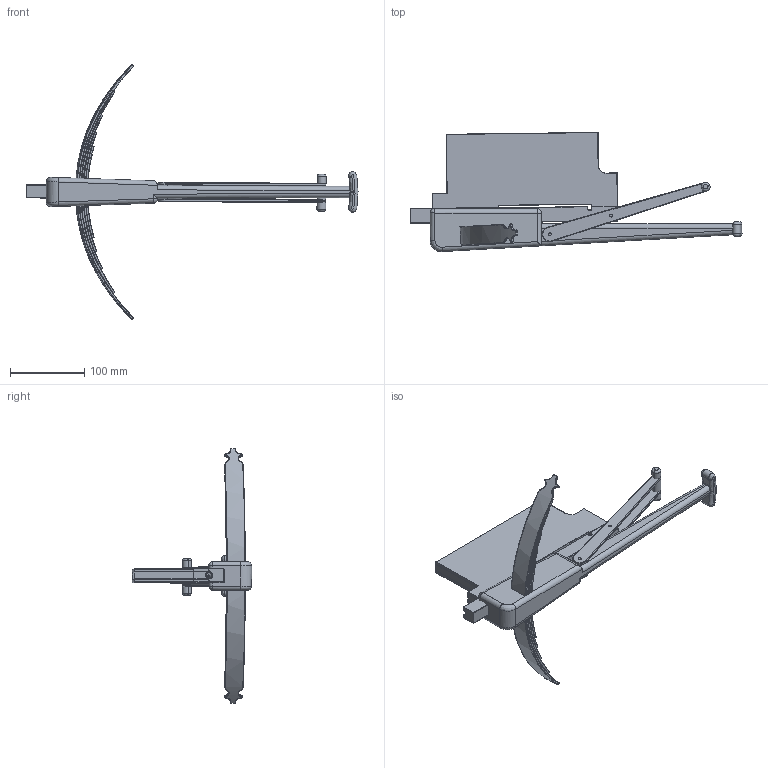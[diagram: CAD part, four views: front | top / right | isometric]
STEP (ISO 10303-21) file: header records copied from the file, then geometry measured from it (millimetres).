
FILE_DESCRIPTION (( 'STEP AP214' ), '1' );
FILE_NAME ('Chinese Repeating Crossbow.STEP', '2021-11-10T19:34:01', ( 'User' ), ( '' ), 'SwSTEP 2.0', 'SolidWorks 2018', '' );
FILE_SCHEMA (( 'AUTOMOTIVE_DESIGN' ));
Length unit declared in the file: millimetre
Products named in the file (11): Receiver; Pusher; Barrel; Cheeck; Back pillar; Front pillar; Handle; Pin_4mm; Slider; Chinese Repeating Crossbow
Assembly tree (11 placements, depth 3):
  Chinese Repeating Crossbow
    Slider
    Pin_4mm  x2
    Handle
    Receiver
      Cheeck
      Front pillar
      Back pillar
      Cheeck
      Barrel
      Pusher
Bounding box: 448.14 x 160.89 x 344.03 mm (x, y, z)
Volume: 747689.8 mm3; surface area: 273451.7 mm2
Topology: 22 solids, 22 shells, 724 faces, 1691 edges, 945 vertices
Faces by surface type: cylinder 290, plane 137, bspline 132, sphere 102, torus 63
Entity records: 30398 total; most frequent: CARTESIAN_POINT 14805, ORIENTED_EDGE 3216, DIRECTION 3069, EDGE_CURVE 1608, AXIS2_PLACEMENT_3D 1232, VERTEX_POINT 931, EDGE_LOOP 737, ADVANCED_FACE 720
